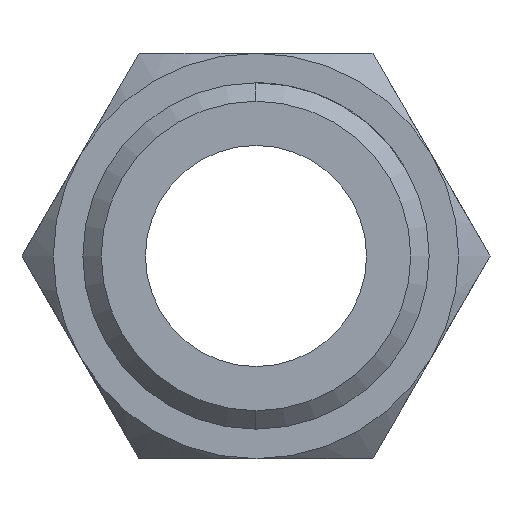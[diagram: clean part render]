
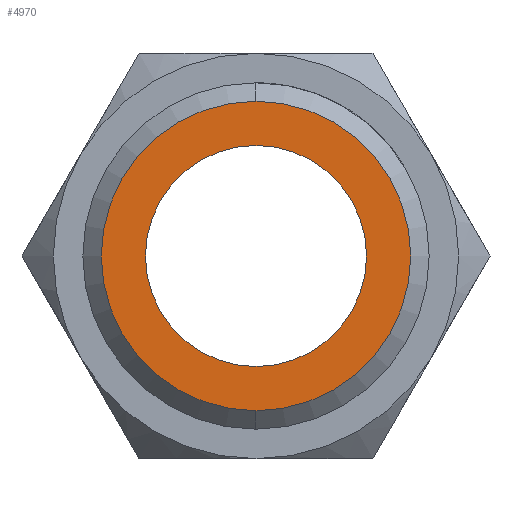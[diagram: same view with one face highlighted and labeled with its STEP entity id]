
A CAD part, left-side view. The second image highlights one B-rep face of the part: STEP entity #4970.
In plain terms, the highlighted planar face has unit normal (-1, 0, 0).
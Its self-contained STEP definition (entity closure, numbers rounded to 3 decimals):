
#85 = AXIS2_PLACEMENT_3D ( 'NONE', #7746, #6163, #4664 ) ;
#116 = FACE_BOUND ( 'NONE', #5558, .T. ) ;
#169 = CARTESIAN_POINT ( 'NONE',  ( 0., 0., 4.2 ) ) ;
#789 = EDGE_CURVE ( 'NONE', #3172, #6989, #7660, .T. ) ;
#821 = ORIENTED_EDGE ( 'NONE', *, *, #7475, .T. ) ;
#1189 = CARTESIAN_POINT ( 'NONE',  ( 0., 0., -4.2 ) ) ;
#1344 = AXIS2_PLACEMENT_3D ( 'NONE', #6169, #6602, #1439 ) ;
#1358 = CARTESIAN_POINT ( 'NONE',  ( 0., 0., -3. ) ) ;
#1435 = EDGE_LOOP ( 'NONE', ( #5462, #6958 ) ) ;
#1439 = DIRECTION ( 'NONE',  ( 0., 0., -1. ) ) ;
#2149 = CIRCLE ( 'NONE', #85, 3. ) ;
#2328 = DIRECTION ( 'NONE',  ( -1., 0., 0. ) ) ;
#2542 = CARTESIAN_POINT ( 'NONE',  ( 0., 0., 3. ) ) ;
#2601 = CIRCLE ( 'NONE', #6261, 4.2 ) ;
#3135 = PLANE ( 'NONE',  #1344 ) ;
#3172 = VERTEX_POINT ( 'NONE', #1189 ) ;
#3871 = CIRCLE ( 'NONE', #6095, 3. ) ;
#4070 = EDGE_CURVE ( 'NONE', #7392, #4940, #3871, .T. ) ;
#4207 = CARTESIAN_POINT ( 'NONE',  ( 0., 0., 0. ) ) ;
#4664 = DIRECTION ( 'NONE',  ( 0., 0., -1. ) ) ;
#4759 = CARTESIAN_POINT ( 'NONE',  ( 0., 0., 0. ) ) ;
#4806 = DIRECTION ( 'NONE',  ( -1., 0., 0. ) ) ;
#4940 = VERTEX_POINT ( 'NONE', #2542 ) ;
#4970 = ADVANCED_FACE ( 'NONE', ( #6922, #116 ), #3135, .F. ) ;
#5084 = EDGE_CURVE ( 'NONE', #6989, #3172, #2601, .T. ) ;
#5462 = ORIENTED_EDGE ( 'NONE', *, *, #789, .T. ) ;
#5558 = EDGE_LOOP ( 'NONE', ( #821, #8035 ) ) ;
#6049 = DIRECTION ( 'NONE',  ( 0., 0., -1. ) ) ;
#6079 = AXIS2_PLACEMENT_3D ( 'NONE', #4207, #4806, #9373 ) ;
#6095 = AXIS2_PLACEMENT_3D ( 'NONE', #4759, #7793, #8683 ) ;
#6163 = DIRECTION ( 'NONE',  ( 1., 0., 0. ) ) ;
#6169 = CARTESIAN_POINT ( 'NONE',  ( 0., 0., 0. ) ) ;
#6261 = AXIS2_PLACEMENT_3D ( 'NONE', #9121, #2328, #6049 ) ;
#6602 = DIRECTION ( 'NONE',  ( 1., 0., 0. ) ) ;
#6922 = FACE_OUTER_BOUND ( 'NONE', #1435, .T. ) ;
#6958 = ORIENTED_EDGE ( 'NONE', *, *, #5084, .T. ) ;
#6989 = VERTEX_POINT ( 'NONE', #169 ) ;
#7392 = VERTEX_POINT ( 'NONE', #1358 ) ;
#7475 = EDGE_CURVE ( 'NONE', #4940, #7392, #2149, .T. ) ;
#7660 = CIRCLE ( 'NONE', #6079, 4.2 ) ;
#7746 = CARTESIAN_POINT ( 'NONE',  ( 0., 0., 0. ) ) ;
#7793 = DIRECTION ( 'NONE',  ( 1., 0., 0. ) ) ;
#8035 = ORIENTED_EDGE ( 'NONE', *, *, #4070, .T. ) ;
#8683 = DIRECTION ( 'NONE',  ( 0., 0., -1. ) ) ;
#9121 = CARTESIAN_POINT ( 'NONE',  ( 0., 0., 0. ) ) ;
#9373 = DIRECTION ( 'NONE',  ( 0., 0., -1. ) ) ;
